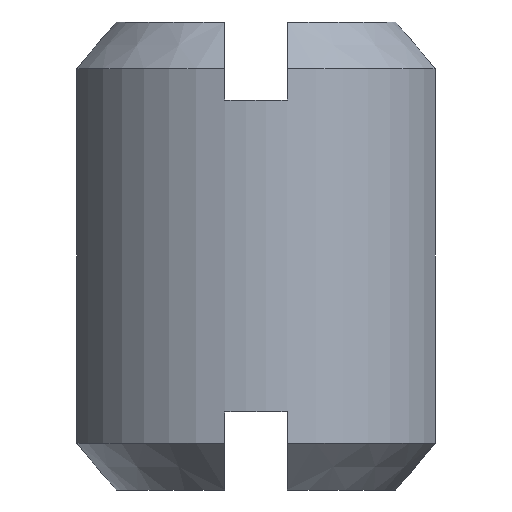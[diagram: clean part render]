
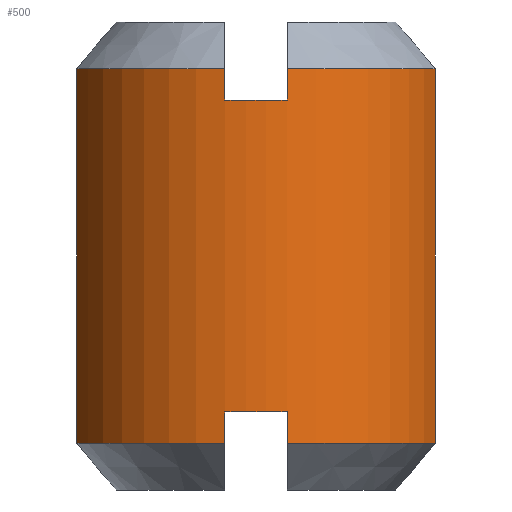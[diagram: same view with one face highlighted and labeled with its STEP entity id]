
A CAD part, left-side view. The second image highlights one B-rep face of the part: STEP entity #500.
In plain terms, the highlighted cylindrical face has radius 6 mm (diameter 12 mm), a partial arc.
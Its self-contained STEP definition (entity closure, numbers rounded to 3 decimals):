
#1 = DIRECTION ( 'NONE',  ( 1., 0., 0. ) ) ;
#9 = VECTOR ( 'NONE', #403, 1000. ) ;
#16 = DIRECTION ( 'NONE',  ( 0., 0., -1. ) ) ;
#28 = EDGE_CURVE ( 'NONE', #266, #253, #774, .T. ) ;
#44 = EDGE_CURVE ( 'NONE', #496, #621, #411, .T. ) ;
#49 = LINE ( 'NONE', #372, #582 ) ;
#62 = EDGE_LOOP ( 'NONE', ( #395, #369, #799, #357, #543, #347, #284, #698, #665, #776, #900, #723 ) ) ;
#67 = VECTOR ( 'NONE', #16, 1000. ) ;
#68 = CARTESIAN_POINT ( 'NONE',  ( -1.742, 5.742, 0. ) ) ;
#74 = EDGE_CURVE ( 'NONE', #430, #486, #755, .T. ) ;
#84 = DIRECTION ( 'NONE',  ( 0., 0., 1. ) ) ;
#93 = VECTOR ( 'NONE', #251, 1000. ) ;
#105 = VERTEX_POINT ( 'NONE', #700 ) ;
#111 = DIRECTION ( 'NONE',  ( 0., 0., 1. ) ) ;
#120 = DIRECTION ( 'NONE',  ( 1., 0., 0. ) ) ;
#163 = DIRECTION ( 'NONE',  ( 0., 0., -1. ) ) ;
#166 = CIRCLE ( 'NONE', #718, 6. ) ;
#171 = CARTESIAN_POINT ( 'NONE',  ( -5.916, 1., -13.5 ) ) ;
#187 = CIRCLE ( 'NONE', #691, 6. ) ;
#198 = VECTOR ( 'NONE', #461, 1000. ) ;
#200 = CARTESIAN_POINT ( 'NONE',  ( -1.742, 5.742, -13.5 ) ) ;
#202 = EDGE_CURVE ( 'NONE', #326, #593, #671, .T. ) ;
#217 = CARTESIAN_POINT ( 'NONE',  ( -5.916, 1., -2.5 ) ) ;
#227 = CIRCLE ( 'NONE', #878, 6. ) ;
#251 = DIRECTION ( 'NONE',  ( 0., 0., 1. ) ) ;
#253 = VERTEX_POINT ( 'NONE', #668 ) ;
#256 = AXIS2_PLACEMENT_3D ( 'NONE', #495, #84, #641 ) ;
#257 = DIRECTION ( 'NONE',  ( 0., 0., 1. ) ) ;
#266 = VERTEX_POINT ( 'NONE', #171 ) ;
#267 = EDGE_CURVE ( 'NONE', #335, #593, #874, .T. ) ;
#283 = VERTEX_POINT ( 'NONE', #627 ) ;
#284 = ORIENTED_EDGE ( 'NONE', *, *, #44, .T. ) ;
#326 = VERTEX_POINT ( 'NONE', #217 ) ;
#333 = DIRECTION ( 'NONE',  ( 0., 0., 1. ) ) ;
#335 = VERTEX_POINT ( 'NONE', #431 ) ;
#336 = CARTESIAN_POINT ( 'NONE',  ( -5.916, -1., 0. ) ) ;
#347 = ORIENTED_EDGE ( 'NONE', *, *, #377, .T. ) ;
#350 = DIRECTION ( 'NONE',  ( 0., 0., 1. ) ) ;
#351 = AXIS2_PLACEMENT_3D ( 'NONE', #748, #333, #120 ) ;
#352 = CYLINDRICAL_SURFACE ( 'NONE', #256, 6. ) ;
#357 = ORIENTED_EDGE ( 'NONE', *, *, #28, .T. ) ;
#369 = ORIENTED_EDGE ( 'NONE', *, *, #793, .F. ) ;
#372 = CARTESIAN_POINT ( 'NONE',  ( -5.916, -1., 0. ) ) ;
#376 = DIRECTION ( 'NONE',  ( -1., 0., 0. ) ) ;
#377 = EDGE_CURVE ( 'NONE', #105, #496, #49, .T. ) ;
#394 = CARTESIAN_POINT ( 'NONE',  ( -5.916, 1., 0. ) ) ;
#395 = ORIENTED_EDGE ( 'NONE', *, *, #267, .F. ) ;
#403 = DIRECTION ( 'NONE',  ( 0., 0., -1. ) ) ;
#411 = CIRCLE ( 'NONE', #452, 6. ) ;
#420 = CARTESIAN_POINT ( 'NONE',  ( 0., 0., -13.5 ) ) ;
#430 = VERTEX_POINT ( 'NONE', #445 ) ;
#431 = CARTESIAN_POINT ( 'NONE',  ( -1.742, 5.742, -1.5 ) ) ;
#445 = CARTESIAN_POINT ( 'NONE',  ( -5.916, -1., -1.5 ) ) ;
#449 = CARTESIAN_POINT ( 'NONE',  ( -5.916, 1., -1.5 ) ) ;
#452 = AXIS2_PLACEMENT_3D ( 'NONE', #880, #111, #600 ) ;
#461 = DIRECTION ( 'NONE',  ( 0., 0., 1. ) ) ;
#486 = VERTEX_POINT ( 'NONE', #651 ) ;
#495 = CARTESIAN_POINT ( 'NONE',  ( 0., 0., 0. ) ) ;
#496 = VERTEX_POINT ( 'NONE', #842 ) ;
#500 = ADVANCED_FACE ( 'NONE', ( #580 ), #352, .T. ) ;
#515 = DIRECTION ( 'NONE',  ( 0., 0., -1. ) ) ;
#524 = DIRECTION ( 'NONE',  ( 1., 0., 0. ) ) ;
#543 = ORIENTED_EDGE ( 'NONE', *, *, #856, .T. ) ;
#552 = EDGE_CURVE ( 'NONE', #486, #621, #714, .T. ) ;
#580 = FACE_OUTER_BOUND ( 'NONE', #62, .T. ) ;
#582 = VECTOR ( 'NONE', #163, 1000. ) ;
#587 = CARTESIAN_POINT ( 'NONE',  ( -1.742, -5.742, -13.5 ) ) ;
#593 = VERTEX_POINT ( 'NONE', #449 ) ;
#600 = DIRECTION ( 'NONE',  ( 1., 0., 0. ) ) ;
#609 = DIRECTION ( 'NONE',  ( 1., 0., 0. ) ) ;
#617 = AXIS2_PLACEMENT_3D ( 'NONE', #883, #729, #524 ) ;
#621 = VERTEX_POINT ( 'NONE', #587 ) ;
#627 = CARTESIAN_POINT ( 'NONE',  ( -5.916, -1., -2.5 ) ) ;
#641 = DIRECTION ( 'NONE',  ( 1., 0., 0. ) ) ;
#651 = CARTESIAN_POINT ( 'NONE',  ( -1.742, -5.742, -1.5 ) ) ;
#665 = ORIENTED_EDGE ( 'NONE', *, *, #74, .F. ) ;
#668 = CARTESIAN_POINT ( 'NONE',  ( -5.916, 1., -12.5 ) ) ;
#671 = LINE ( 'NONE', #394, #198 ) ;
#681 = VERTEX_POINT ( 'NONE', #200 ) ;
#691 = AXIS2_PLACEMENT_3D ( 'NONE', #420, #764, #1 ) ;
#698 = ORIENTED_EDGE ( 'NONE', *, *, #552, .F. ) ;
#700 = CARTESIAN_POINT ( 'NONE',  ( -5.916, -1., -12.5 ) ) ;
#701 = CARTESIAN_POINT ( 'NONE',  ( -1.742, -5.742, 0. ) ) ;
#714 = LINE ( 'NONE', #701, #67 ) ;
#718 = AXIS2_PLACEMENT_3D ( 'NONE', #831, #515, #376 ) ;
#723 = ORIENTED_EDGE ( 'NONE', *, *, #202, .T. ) ;
#728 = CARTESIAN_POINT ( 'NONE',  ( -5.916, 1., 0. ) ) ;
#729 = DIRECTION ( 'NONE',  ( 0., 0., 1. ) ) ;
#734 = CARTESIAN_POINT ( 'NONE',  ( 0., 0., -12.5 ) ) ;
#748 = CARTESIAN_POINT ( 'NONE',  ( 0., 0., -1.5 ) ) ;
#755 = CIRCLE ( 'NONE', #351, 6. ) ;
#764 = DIRECTION ( 'NONE',  ( 0., 0., 1. ) ) ;
#774 = LINE ( 'NONE', #728, #93 ) ;
#776 = ORIENTED_EDGE ( 'NONE', *, *, #897, .T. ) ;
#793 = EDGE_CURVE ( 'NONE', #681, #335, #833, .T. ) ;
#799 = ORIENTED_EDGE ( 'NONE', *, *, #807, .T. ) ;
#807 = EDGE_CURVE ( 'NONE', #681, #266, #187, .T. ) ;
#812 = VECTOR ( 'NONE', #350, 1000. ) ;
#825 = EDGE_CURVE ( 'NONE', #283, #326, #166, .T. ) ;
#831 = CARTESIAN_POINT ( 'NONE',  ( 0., 0., -2.5 ) ) ;
#833 = LINE ( 'NONE', #68, #812 ) ;
#842 = CARTESIAN_POINT ( 'NONE',  ( -5.916, -1., -13.5 ) ) ;
#856 = EDGE_CURVE ( 'NONE', #253, #105, #227, .T. ) ;
#874 = CIRCLE ( 'NONE', #617, 6. ) ;
#878 = AXIS2_PLACEMENT_3D ( 'NONE', #734, #257, #609 ) ;
#880 = CARTESIAN_POINT ( 'NONE',  ( 0., 0., -13.5 ) ) ;
#883 = CARTESIAN_POINT ( 'NONE',  ( 0., 0., -1.5 ) ) ;
#892 = LINE ( 'NONE', #336, #9 ) ;
#897 = EDGE_CURVE ( 'NONE', #430, #283, #892, .T. ) ;
#900 = ORIENTED_EDGE ( 'NONE', *, *, #825, .T. ) ;
